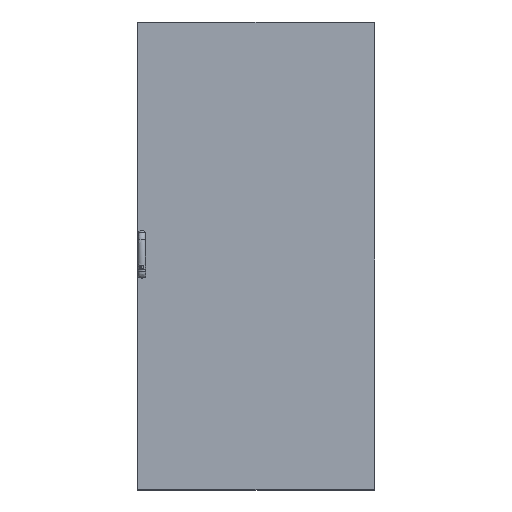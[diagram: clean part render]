
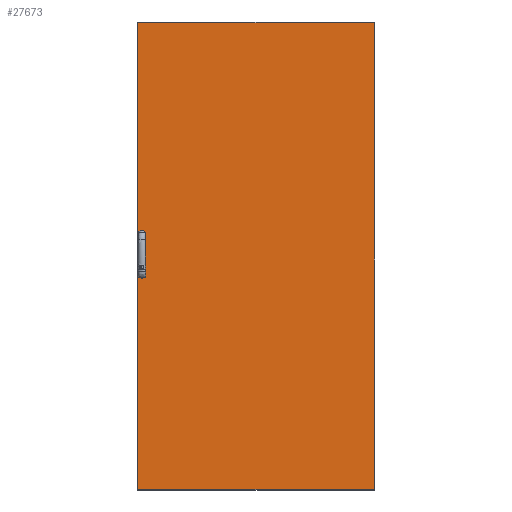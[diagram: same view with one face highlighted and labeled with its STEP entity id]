
A CAD part, top view. The second image highlights one B-rep face of the part: STEP entity #27673.
In plain terms, the highlighted planar face has unit normal (0, 0, 1).
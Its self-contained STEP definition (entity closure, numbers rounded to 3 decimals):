
#203 = EDGE_CURVE ( 'NONE', #20257, #238, #27267, .T. ) ;
#238 = VERTEX_POINT ( 'NONE', #4636 ) ;
#353 = AXIS2_PLACEMENT_3D ( 'NONE', #11699, #19370, #5829 ) ;
#1789 = DIRECTION ( 'NONE',  ( 0., 1., 0. ) ) ;
#1799 = EDGE_CURVE ( 'NONE', #14353, #14217, #14897, .T. ) ;
#1809 = DIRECTION ( 'NONE',  ( 0., 0., 1. ) ) ;
#1915 = ORIENTED_EDGE ( 'NONE', *, *, #31508, .T. ) ;
#2266 = CARTESIAN_POINT ( 'NONE',  ( 992., 3., 19. ) ) ;
#2878 = VECTOR ( 'NONE', #16814, 1000. ) ;
#3211 = VECTOR ( 'NONE', #31333, 1000. ) ;
#3682 = FACE_OUTER_BOUND ( 'NONE', #27352, .T. ) ;
#3944 = AXIS2_PLACEMENT_3D ( 'NONE', #15027, #1809, #26406 ) ;
#4636 = CARTESIAN_POINT ( 'NONE',  ( 28.7, 899.75, 19. ) ) ;
#5396 = AXIS2_PLACEMENT_3D ( 'NONE', #31450, #33948, #28436 ) ;
#5759 = LINE ( 'NONE', #16622, #21817 ) ;
#5812 = EDGE_CURVE ( 'NONE', #31055, #31292, #13653, .T. ) ;
#5829 = DIRECTION ( 'NONE',  ( 1., 0., 0. ) ) ;
#6005 = DIRECTION ( 'NONE',  ( -1., 0., 0. ) ) ;
#6301 = CARTESIAN_POINT ( 'NONE',  ( 19.2, 947.75, 19. ) ) ;
#6333 = EDGE_CURVE ( 'NONE', #26715, #21944, #27644, .T. ) ;
#6750 = ORIENTED_EDGE ( 'NONE', *, *, #11217, .F. ) ;
#7088 = CARTESIAN_POINT ( 'NONE',  ( 0., 3., 19. ) ) ;
#7242 = LINE ( 'NONE', #31844, #20067 ) ;
#7431 = ORIENTED_EDGE ( 'NONE', *, *, #33084, .F. ) ;
#7468 = VERTEX_POINT ( 'NONE', #13208 ) ;
#8422 = DIRECTION ( 'NONE',  ( 0., 1., 0. ) ) ;
#8862 = DIRECTION ( 'NONE',  ( 0., 0., -1. ) ) ;
#9201 = CARTESIAN_POINT ( 'NONE',  ( 9.7, 1012.25, 19. ) ) ;
#9232 = ORIENTED_EDGE ( 'NONE', *, *, #22668, .F. ) ;
#9812 = ORIENTED_EDGE ( 'NONE', *, *, #203, .F. ) ;
#9932 = LINE ( 'NONE', #7088, #13456 ) ;
#10110 = ORIENTED_EDGE ( 'NONE', *, *, #16741, .F. ) ;
#11127 = EDGE_LOOP ( 'NONE', ( #10110, #14775, #29853, #9812 ) ) ;
#11217 = EDGE_CURVE ( 'NONE', #21482, #23784, #14408, .T. ) ;
#11264 = DIRECTION ( 'NONE',  ( 0., -1., 0. ) ) ;
#11699 = CARTESIAN_POINT ( 'NONE',  ( 19.2, 1012.25, 19. ) ) ;
#11709 = CARTESIAN_POINT ( 'NONE',  ( 0., 1960., 19. ) ) ;
#11912 = FACE_BOUND ( 'NONE', #11127, .T. ) ;
#11915 = CARTESIAN_POINT ( 'NONE',  ( 9.7, 1060.25, 19. ) ) ;
#13187 = LINE ( 'NONE', #35283, #31232 ) ;
#13208 = CARTESIAN_POINT ( 'NONE',  ( 28.7, 1012.25, 19. ) ) ;
#13355 = CARTESIAN_POINT ( 'NONE',  ( 28.7, 947.75, 19. ) ) ;
#13456 = VECTOR ( 'NONE', #25970, 1000. ) ;
#13653 = LINE ( 'NONE', #33054, #2878 ) ;
#13826 = CARTESIAN_POINT ( 'NONE',  ( 28.7, 1060.25, 19. ) ) ;
#14217 = VERTEX_POINT ( 'NONE', #15499 ) ;
#14353 = VERTEX_POINT ( 'NONE', #13355 ) ;
#14408 = LINE ( 'NONE', #20457, #3211 ) ;
#14496 = EDGE_CURVE ( 'NONE', #7468, #28191, #13187, .T. ) ;
#14775 = ORIENTED_EDGE ( 'NONE', *, *, #1799, .F. ) ;
#14897 = CIRCLE ( 'NONE', #29679, 9.5 ) ;
#15027 = CARTESIAN_POINT ( 'NONE',  ( 19.2, 899.75, 19. ) ) ;
#15477 = ORIENTED_EDGE ( 'NONE', *, *, #5812, .T. ) ;
#15499 = CARTESIAN_POINT ( 'NONE',  ( 9.7, 947.75, 19. ) ) ;
#15500 = CARTESIAN_POINT ( 'NONE',  ( 3., 3., 19. ) ) ;
#16622 = CARTESIAN_POINT ( 'NONE',  ( 28.7, 947.75, 19. ) ) ;
#16741 = EDGE_CURVE ( 'NONE', #14217, #20257, #34852, .T. ) ;
#16814 = DIRECTION ( 'NONE',  ( 0., -1., 0. ) ) ;
#17226 = PLANE ( 'NONE',  #24038 ) ;
#17270 = ORIENTED_EDGE ( 'NONE', *, *, #6333, .T. ) ;
#19089 = EDGE_LOOP ( 'NONE', ( #6750, #9232, #32414, #7431 ) ) ;
#19370 = DIRECTION ( 'NONE',  ( 0., 0., 1. ) ) ;
#19982 = VECTOR ( 'NONE', #8422, 1000. ) ;
#20067 = VECTOR ( 'NONE', #26306, 1000. ) ;
#20083 = FACE_BOUND ( 'NONE', #19089, .T. ) ;
#20257 = VERTEX_POINT ( 'NONE', #22149 ) ;
#20359 = DIRECTION ( 'NONE',  ( 1., 0., 0. ) ) ;
#20457 = CARTESIAN_POINT ( 'NONE',  ( 9.7, 1060.25, 19. ) ) ;
#21482 = VERTEX_POINT ( 'NONE', #11915 ) ;
#21817 = VECTOR ( 'NONE', #1789, 1000. ) ;
#21944 = VERTEX_POINT ( 'NONE', #22538 ) ;
#22149 = CARTESIAN_POINT ( 'NONE',  ( 9.7, 899.75, 19. ) ) ;
#22465 = CARTESIAN_POINT ( 'NONE',  ( 3., 1957., 19. ) ) ;
#22538 = CARTESIAN_POINT ( 'NONE',  ( 992., 1957., 19. ) ) ;
#22668 = EDGE_CURVE ( 'NONE', #28191, #21482, #25399, .T. ) ;
#23784 = VERTEX_POINT ( 'NONE', #9201 ) ;
#24038 = AXIS2_PLACEMENT_3D ( 'NONE', #11709, #8862, #6005 ) ;
#24049 = DIRECTION ( 'NONE',  ( 0., 1., 0. ) ) ;
#25399 = CIRCLE ( 'NONE', #5396, 9.5 ) ;
#25970 = DIRECTION ( 'NONE',  ( 1., 0., 0. ) ) ;
#26306 = DIRECTION ( 'NONE',  ( -1., 0., 0. ) ) ;
#26406 = DIRECTION ( 'NONE',  ( 1., 0., 0. ) ) ;
#26715 = VERTEX_POINT ( 'NONE', #2266 ) ;
#27267 = CIRCLE ( 'NONE', #3944, 9.5 ) ;
#27352 = EDGE_LOOP ( 'NONE', ( #17270, #35065, #15477, #1915 ) ) ;
#27644 = LINE ( 'NONE', #32822, #19982 ) ;
#27673 = ADVANCED_FACE ( 'NONE', ( #11912, #20083, #3682 ), #17226, .F. ) ;
#27861 = EDGE_CURVE ( 'NONE', #21944, #31055, #7242, .T. ) ;
#28191 = VERTEX_POINT ( 'NONE', #13826 ) ;
#28436 = DIRECTION ( 'NONE',  ( 1., 0., 0. ) ) ;
#28674 = EDGE_CURVE ( 'NONE', #238, #14353, #5759, .T. ) ;
#29679 = AXIS2_PLACEMENT_3D ( 'NONE', #6301, #33904, #20359 ) ;
#29853 = ORIENTED_EDGE ( 'NONE', *, *, #28674, .F. ) ;
#31055 = VERTEX_POINT ( 'NONE', #22465 ) ;
#31101 = CIRCLE ( 'NONE', #353, 9.5 ) ;
#31232 = VECTOR ( 'NONE', #24049, 1000. ) ;
#31292 = VERTEX_POINT ( 'NONE', #15500 ) ;
#31333 = DIRECTION ( 'NONE',  ( 0., -1., 0. ) ) ;
#31450 = CARTESIAN_POINT ( 'NONE',  ( 19.2, 1060.25, 19. ) ) ;
#31508 = EDGE_CURVE ( 'NONE', #31292, #26715, #9932, .T. ) ;
#31844 = CARTESIAN_POINT ( 'NONE',  ( 0., 1957., 19. ) ) ;
#32414 = ORIENTED_EDGE ( 'NONE', *, *, #14496, .F. ) ;
#32822 = CARTESIAN_POINT ( 'NONE',  ( 992., 1960., 19. ) ) ;
#32868 = VECTOR ( 'NONE', #11264, 1000. ) ;
#33054 = CARTESIAN_POINT ( 'NONE',  ( 3., 1960., 19. ) ) ;
#33084 = EDGE_CURVE ( 'NONE', #23784, #7468, #31101, .T. ) ;
#33904 = DIRECTION ( 'NONE',  ( 0., 0., 1. ) ) ;
#33948 = DIRECTION ( 'NONE',  ( 0., 0., 1. ) ) ;
#34852 = LINE ( 'NONE', #35019, #32868 ) ;
#35019 = CARTESIAN_POINT ( 'NONE',  ( 9.7, 947.75, 19. ) ) ;
#35065 = ORIENTED_EDGE ( 'NONE', *, *, #27861, .T. ) ;
#35283 = CARTESIAN_POINT ( 'NONE',  ( 28.7, 1060.25, 19. ) ) ;
